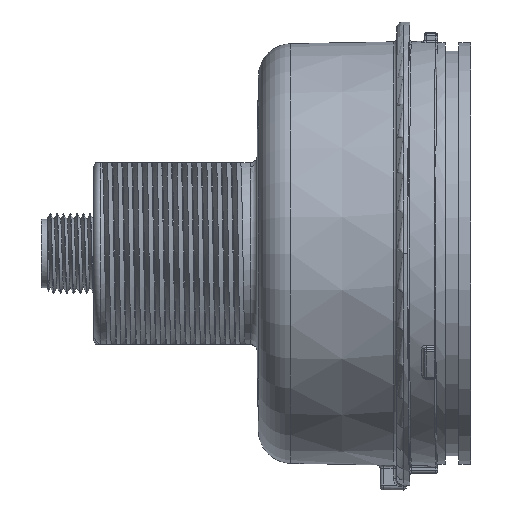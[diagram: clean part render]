
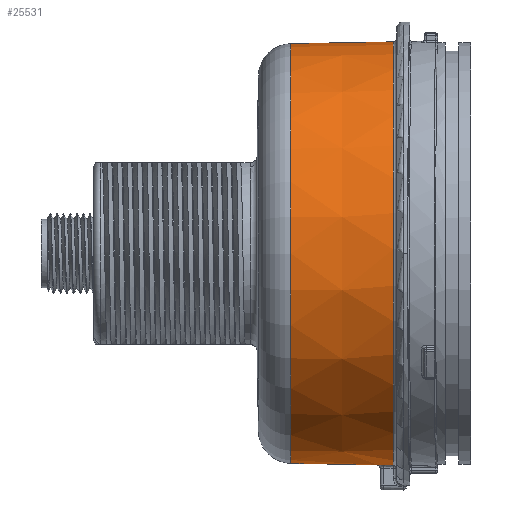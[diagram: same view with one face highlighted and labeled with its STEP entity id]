
A CAD part, left-side view. The second image highlights one B-rep face of the part: STEP entity #25531.
In plain terms, the highlighted conical face has half-angle 1 degrees and reference radius 31.861 mm.
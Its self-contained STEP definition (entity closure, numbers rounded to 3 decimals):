
#3678=DIRECTION('',(0.,1.,-0.017));
#3679=VECTOR('',#3678,15.483);
#3680=CARTESIAN_POINT('',(0.,11.691,
31.996));
#3681=LINE('',#3680,#3679);
#3687=DIRECTION('',(0.,-1.,-0.017));
#3688=VECTOR('',#3687,12.983);
#3689=CARTESIAN_POINT('',(0.,27.172,
-31.726));
#3690=LINE('',#3689,#3688);
#3746=CARTESIAN_POINT('',(0.,14.191,0.));
#3747=DIRECTION('',(0.,-1.,0.));
#3748=DIRECTION('',(-0.008,0.,-1.));
#3749=AXIS2_PLACEMENT_3D('',#3746,#3747,#3748);
#3751=CARTESIAN_POINT('',(0.,27.172,0.));
#3752=DIRECTION('',(0.,-1.,0.));
#3753=DIRECTION('',(0.,0.,1.));
#3754=AXIS2_PLACEMENT_3D('',#3751,#3752,#3753);
#3756=CARTESIAN_POINT('',(0.,11.691,0.));
#3757=DIRECTION('',(0.,-1.,0.));
#3758=DIRECTION('',(0.,0.,1.));
#3759=AXIS2_PLACEMENT_3D('',#3756,#3757,#3758);
#3761=DIRECTION('',(0.,1.,0.017));
#3762=VECTOR('',#3761,1.5);
#3763=CARTESIAN_POINT('',(-1.231,11.691,
-31.972));
#3764=LINE('',#3763,#3762);
#3765=CARTESIAN_POINT('',(-1.231,13.191,
-31.946));
#3766=CARTESIAN_POINT('',(-1.231,13.223,
-31.946));
#3767=CARTESIAN_POINT('',(-1.228,13.288,
-31.945));
#3768=CARTESIAN_POINT('',(-1.214,13.385,
-31.944));
#3769=CARTESIAN_POINT('',(-1.19,13.481,
-31.943));
#3770=CARTESIAN_POINT('',(-1.157,13.575,
-31.942));
#3771=CARTESIAN_POINT('',(-1.115,13.665,
-31.942));
#3772=CARTESIAN_POINT('',(-1.065,13.75,
-31.943));
#3773=CARTESIAN_POINT('',(-1.006,13.83,
-31.943));
#3774=CARTESIAN_POINT('',(-0.94,13.903,
-31.944));
#3775=CARTESIAN_POINT('',(-0.868,13.969,
-31.945));
#3776=CARTESIAN_POINT('',(-0.789,14.027,
-31.946));
#3777=CARTESIAN_POINT('',(-0.705,14.078,
-31.947));
#3778=CARTESIAN_POINT('',(-0.617,14.119,
-31.948));
#3779=CARTESIAN_POINT('',(-0.526,14.152,
-31.949));
#3780=CARTESIAN_POINT('',(-0.433,14.175,
-31.95));
#3781=CARTESIAN_POINT('',(-0.339,14.188,
-31.951));
#3782=CARTESIAN_POINT('',(-0.277,14.191,
-31.951));
#3783=CARTESIAN_POINT('',(-0.246,14.191,
-31.952));
#18947=CARTESIAN_POINT('',(0.,27.172,31.726));
#18948=CARTESIAN_POINT('',(0.,27.172,-31.726));
#18949=VERTEX_POINT('',#18947);
#18950=VERTEX_POINT('',#18948);
#19098=CARTESIAN_POINT('',(0.,11.691,
31.996));
#19099=VERTEX_POINT('',#19098);
#19117=CARTESIAN_POINT('',(0.,14.191,-31.953));
#19118=VERTEX_POINT('',#19117);
#19119=CARTESIAN_POINT('',(-0.246,14.191,
-31.952));
#19120=VERTEX_POINT('',#19119);
#19121=VERTEX_POINT('',#3765);
#19124=CARTESIAN_POINT('',(-1.231,11.691,
-31.972));
#19125=VERTEX_POINT('',#19124);
#25514=CARTESIAN_POINT('',(0.,19.432,0.));
#25515=DIRECTION('',(0.,-1.,0.));
#25516=DIRECTION('',(0.,0.,1.));
#25517=AXIS2_PLACEMENT_3D('',#25514,#25515,#25516);
#25518=CONICAL_SURFACE('',#25517,31.861,1.);
#25520=ORIENTED_EDGE('',*,*,#25519,.T.);
#25521=ORIENTED_EDGE('',*,*,#25439,.F.);
#25523=ORIENTED_EDGE('',*,*,#25522,.F.);
#25524=ORIENTED_EDGE('',*,*,#25435,.F.);
#25525=ORIENTED_EDGE('',*,*,#25458,.T.);
#25526=ORIENTED_EDGE('',*,*,#25504,.T.);
#25528=ORIENTED_EDGE('',*,*,#25527,.T.);
#25529=EDGE_LOOP('',(#25520,#25521,#25523,#25524,#25525,#25526,#25528));
#25530=FACE_OUTER_BOUND('',#25529,.F.);
#25531=ADVANCED_FACE('',(#25530),#25518,.T.);
#3750=CIRCLE('',#3749,31.953);
#3755=CIRCLE('',#3754,31.726);
#3760=CIRCLE('',#3759,31.996);
#3784=B_SPLINE_CURVE_WITH_KNOTS('',3,(#3765,#3766,#3767,#3768,#3769,#3770,#3771,
#3772,#3773,#3774,#3775,#3776,#3777,#3778,#3779,#3780,#3781,#3782,#3783),
.UNSPECIFIED.,.F.,.F.,(4,1,1,1,1,1,1,1,1,1,1,1,1,1,1,1,4),(0.,0.063,0.125,
0.188,0.25,0.313,0.375,0.438,0.5,0.563,0.625,0.688,
0.75,0.813,0.875,0.938,1.),.UNSPECIFIED.);
#25435=EDGE_CURVE('',#19099,#18949,#3681,.T.);
#25439=EDGE_CURVE('',#18950,#19118,#3690,.T.);
#25458=EDGE_CURVE('',#19099,#19125,#3760,.T.);
#25504=EDGE_CURVE('',#19125,#19121,#3764,.T.);
#25519=EDGE_CURVE('',#19120,#19118,#3750,.T.);
#25522=EDGE_CURVE('',#18949,#18950,#3755,.T.);
#25527=EDGE_CURVE('',#19121,#19120,#3784,.T.);
